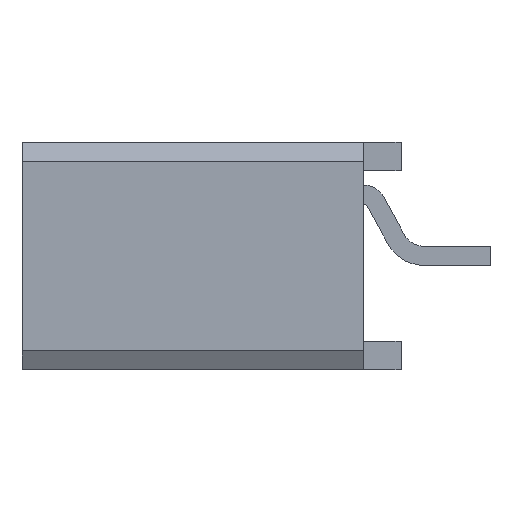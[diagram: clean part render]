
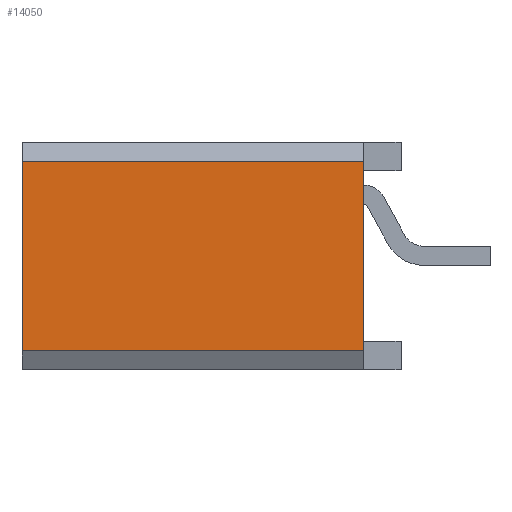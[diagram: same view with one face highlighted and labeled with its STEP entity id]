
A CAD part, left-side view. The second image highlights one B-rep face of the part: STEP entity #14050.
In plain terms, the highlighted planar face has unit normal (-1, 0, 0).
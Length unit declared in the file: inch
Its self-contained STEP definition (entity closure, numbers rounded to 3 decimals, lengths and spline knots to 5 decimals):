
#867 = EDGE_CURVE ( 'NONE', #14424, #14425, #25862, .T. ) ;
#875 = EDGE_CURVE ( 'NONE', #14427, #14426, #25847, .T. ) ;
#888 = EDGE_CURVE ( 'NONE', #14426, #14424, #25871, .T. ) ;
#1798 = CARTESIAN_POINT ( 'NONE',  ( -0.9, 0., -0.05 ) ) ;
#1799 = CARTESIAN_POINT ( 'NONE',  ( -0.9, -0.18, -0.05 ) ) ;
#1800 = CARTESIAN_POINT ( 'NONE',  ( -0.9, 0., 0.05 ) ) ;
#1801 = CARTESIAN_POINT ( 'NONE',  ( -0.9, -0.18, 0.05 ) ) ;
#3642 = CARTESIAN_POINT ( 'NONE',  ( -0.9, -0.18, -0.05 ) ) ;
#3647 = DIRECTION ( 'NONE',  ( 0., 0., 1. ) ) ;
#4124 = LINE ( 'NONE', #3642, #4133 ) ;
#4133 = VECTOR ( 'NONE', #3647, 39.37008 ) ;
#14050 = ADVANCED_FACE ( 'NONE', ( #30775 ), #31556, .T. ) ;
#14424 = VERTEX_POINT ( 'NONE', #1798 ) ;
#14425 = VERTEX_POINT ( 'NONE', #1799 ) ;
#14426 = VERTEX_POINT ( 'NONE', #1800 ) ;
#14427 = VERTEX_POINT ( 'NONE', #1801 ) ;
#16026 = EDGE_CURVE ( 'NONE', #14425, #14427, #4124, .T. ) ;
#16672 = ORIENTED_EDGE ( 'NONE', *, *, #875, .T. ) ;
#16673 = ORIENTED_EDGE ( 'NONE', *, *, #888, .T. ) ;
#16674 = ORIENTED_EDGE ( 'NONE', *, *, #867, .T. ) ;
#16675 = ORIENTED_EDGE ( 'NONE', *, *, #16026, .T. ) ;
#21419 = EDGE_LOOP ( 'NONE', ( #16672, #16673, #16674, #16675 ) ) ;
#23293 = AXIS2_PLACEMENT_3D ( 'NONE', #31559, #31565, #31566 ) ;
#25205 = CARTESIAN_POINT ( 'NONE',  ( -0.9, -0.09, -0.05 ) ) ;
#25206 = DIRECTION ( 'NONE',  ( 0., -1., 0. ) ) ;
#25207 = CARTESIAN_POINT ( 'NONE',  ( -0.9, -0.09, 0.05 ) ) ;
#25214 = DIRECTION ( 'NONE',  ( 0., 1., 0. ) ) ;
#25221 = CARTESIAN_POINT ( 'NONE',  ( -0.9, 0., -0.05 ) ) ;
#25226 = DIRECTION ( 'NONE',  ( 0., 0., -1. ) ) ;
#25847 = LINE ( 'NONE', #25207, #25870 ) ;
#25862 = LINE ( 'NONE', #25205, #25863 ) ;
#25863 = VECTOR ( 'NONE', #25206, 39.37008 ) ;
#25870 = VECTOR ( 'NONE', #25214, 39.37008 ) ;
#25871 = LINE ( 'NONE', #25221, #25882 ) ;
#25882 = VECTOR ( 'NONE', #25226, 39.37008 ) ;
#30775 = FACE_OUTER_BOUND ( 'NONE', #21419, .T. ) ;
#31556 = PLANE ( 'NONE',  #23293 ) ;
#31559 = CARTESIAN_POINT ( 'NONE',  ( -0.9, -0.18, -0.05 ) ) ;
#31565 = DIRECTION ( 'NONE',  ( -1., 0., 0. ) ) ;
#31566 = DIRECTION ( 'NONE',  ( 0., 0., 1. ) ) ;
